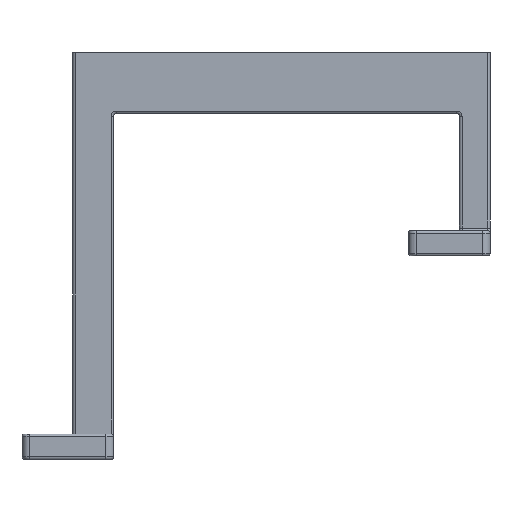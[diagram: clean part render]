
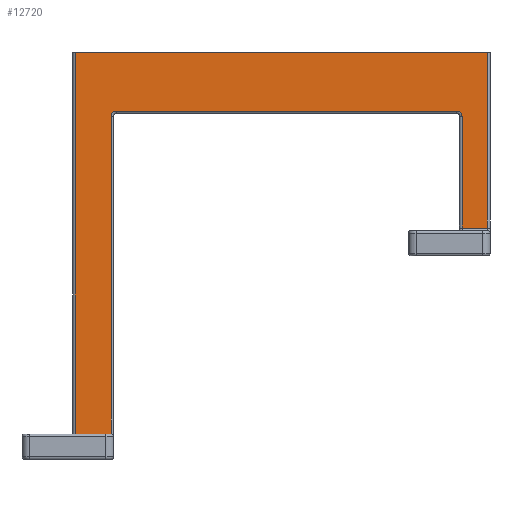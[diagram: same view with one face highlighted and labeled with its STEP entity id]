
A CAD part, left-side view. The second image highlights one B-rep face of the part: STEP entity #12720.
In plain terms, the highlighted planar face has unit normal (-1, 0, 0).
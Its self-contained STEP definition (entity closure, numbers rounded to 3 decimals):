
#11670=CARTESIAN_POINT('',(114.497,226.534,
-49.268));
#11680=DIRECTION('',(1.,-0.,0.));
#11690=DIRECTION('',(0.,0.,-1.));
#11700=AXIS2_PLACEMENT_3D('',#11670,#11680,#11690);
#11710=PLANE('',#11700);
#11720=CARTESIAN_POINT('',(114.497,186.034,
-43.268));
#11730=DIRECTION('',(0.,1.,0.));
#11740=VECTOR('',#11730,1.);
#11750=LINE('',#11720,#11740);
#11760=CARTESIAN_POINT('',(114.497,186.034,
-43.268));
#11770=VERTEX_POINT('',#11760);
#11780=CARTESIAN_POINT('',(114.497,267.034,
-43.268));
#11790=VERTEX_POINT('',#11780);
#11800=EDGE_CURVE('',#11770,#11790,#11750,.T.);
#11810=ORIENTED_EDGE('',*,*,#11800,.T.);
#11820=CARTESIAN_POINT('',(114.497,186.034,
-49.268));
#11830=DIRECTION('',(0.,0.,-1.));
#11840=VECTOR('',#11830,1.);
#11850=LINE('',#11820,#11840);
#11860=CARTESIAN_POINT('',(114.497,186.034,
-77.768));
#11870=VERTEX_POINT('',#11860);
#11880=EDGE_CURVE('',#11770,#11870,#11850,.T.);
#11890=ORIENTED_EDGE('',*,*,#11880,.F.);
#11900=CARTESIAN_POINT('',(114.497,226.534,
-77.768));
#11910=DIRECTION('',(0.,1.,0.));
#11920=VECTOR('',#11910,1.);
#11930=LINE('',#11900,#11920);
#11940=CARTESIAN_POINT('',(114.497,191.034,
-77.768));
#11950=VERTEX_POINT('',#11940);
#11960=EDGE_CURVE('',#11870,#11950,#11930,.T.);
#11970=ORIENTED_EDGE('',*,*,#11960,.F.);
#11980=CARTESIAN_POINT('',(114.497,191.034,
-49.268));
#11990=DIRECTION('',(0.,0.,1.));
#12000=VECTOR('',#11990,1.);
#12010=LINE('',#11980,#12000);
#12020=CARTESIAN_POINT('',(114.497,191.034,
-55.768));
#12030=VERTEX_POINT('',#12020);
#12040=EDGE_CURVE('',#11950,#12030,#12010,.T.);
#12050=ORIENTED_EDGE('',*,*,#12040,.F.);
#12060=CARTESIAN_POINT('',(114.497,192.034,
-55.768));
#12070=DIRECTION('',(-1.,0.,0.));
#12080=DIRECTION('',(0.,0.,1.));
#12090=AXIS2_PLACEMENT_3D('',#12060,#12070,#12080);
#12100=CIRCLE('',#12090,1.);
#12110=CARTESIAN_POINT('',(114.497,192.034,
-54.768));
#12120=VERTEX_POINT('',#12110);
#12130=EDGE_CURVE('',#12030,#12120,#12100,.T.);
#12140=ORIENTED_EDGE('',*,*,#12130,.F.);
#12150=CARTESIAN_POINT('',(114.497,226.534,
-54.768));
#12160=DIRECTION('',(0.,1.,0.));
#12170=VECTOR('',#12160,1.);
#12180=LINE('',#12150,#12170);
#12190=CARTESIAN_POINT('',(114.497,259.034,
-54.768));
#12200=VERTEX_POINT('',#12190);
#12210=EDGE_CURVE('',#12120,#12200,#12180,.T.);
#12220=ORIENTED_EDGE('',*,*,#12210,.F.);
#12230=CARTESIAN_POINT('',(114.497,259.034,
-55.768));
#12240=DIRECTION('',(-1.,0.,0.));
#12250=DIRECTION('',(0.,0.,1.));
#12260=AXIS2_PLACEMENT_3D('',#12230,#12240,#12250);
#12270=CIRCLE('',#12260,1.);
#12280=CARTESIAN_POINT('',(114.497,260.034,
-55.768));
#12290=VERTEX_POINT('',#12280);
#12300=EDGE_CURVE('',#12200,#12290,#12270,.T.);
#12310=ORIENTED_EDGE('',*,*,#12300,.F.);
#12320=CARTESIAN_POINT('',(114.497,260.034,
-49.268));
#12330=DIRECTION('',(0.,0.,-1.));
#12340=VECTOR('',#12330,1.);
#12350=LINE('',#12320,#12340);
#12360=CARTESIAN_POINT('',(114.497,260.034,
-118.268));
#12370=VERTEX_POINT('',#12360);
#12380=EDGE_CURVE('',#12290,#12370,#12350,.T.);
#12390=ORIENTED_EDGE('',*,*,#12380,.F.);
#12400=CARTESIAN_POINT('',(114.497,226.534,
-118.268));
#12410=DIRECTION('',(0.,1.,0.));
#12420=VECTOR('',#12410,1.);
#12430=LINE('',#12400,#12420);
#12440=CARTESIAN_POINT('',(114.497,261.534,
-118.268));
#12450=VERTEX_POINT('',#12440);
#12460=EDGE_CURVE('',#12370,#12450,#12430,.T.);
#12470=ORIENTED_EDGE('',*,*,#12460,.F.);
#12480=CARTESIAN_POINT('',(114.497,261.534,
-118.268));
#12490=DIRECTION('',(0.,0.,-1.));
#12500=VECTOR('',#12490,1.);
#12510=LINE('',#12480,#12500);
#12520=CARTESIAN_POINT('',(114.497,261.534,
-121.268));
#12530=VERTEX_POINT('',#12520);
#12540=EDGE_CURVE('',#12450,#12530,#12510,.T.);
#12550=ORIENTED_EDGE('',*,*,#12540,.F.);
#12560=CARTESIAN_POINT('',(114.497,267.534,
-121.268));
#12570=DIRECTION('',(0.,-1.,0.));
#12580=VECTOR('',#12570,1.);
#12590=LINE('',#12560,#12580);
#12600=CARTESIAN_POINT('',(114.497,267.034,
-121.268));
#12610=VERTEX_POINT('',#12600);
#12620=EDGE_CURVE('',#12610,#12530,#12590,.T.);
#12630=ORIENTED_EDGE('',*,*,#12620,.T.);
#12640=CARTESIAN_POINT('',(114.497,267.034,
-49.268));
#12650=DIRECTION('',(0.,0.,-1.));
#12660=VECTOR('',#12650,1.);
#12670=LINE('',#12640,#12660);
#12680=EDGE_CURVE('',#11790,#12610,#12670,.T.);
#12690=ORIENTED_EDGE('',*,*,#12680,.T.);
#12700=EDGE_LOOP('',(#12690,#12630,#12550,#12470,#12390,#12310,#12220,
#12140,#12050,#11970,#11890,#11810));
#12710=FACE_OUTER_BOUND('',#12700,.T.);
#12720=ADVANCED_FACE('',(#12710),#11710,.F.);
